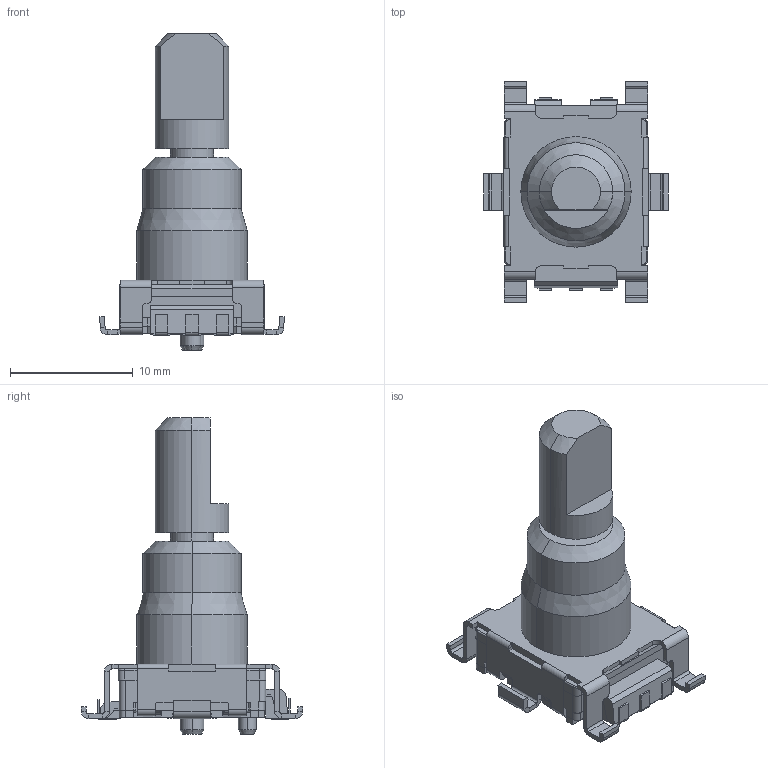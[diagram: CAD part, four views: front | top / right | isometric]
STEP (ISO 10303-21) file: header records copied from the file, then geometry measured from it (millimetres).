
FILE_DESCRIPTION (( 'STEP AP214' ), '1' );
FILE_NAME ('EC11J1524413.STEP', '2012-12-11T07:18:20', ( '' ), ( '' ), 'SwSTEP 2.0', 'SolidWorks 2010', '' );
FILE_SCHEMA (( 'AUTOMOTIVE_DESIGN' ));
Length unit declared in the file: millimetre
Products named in the file (1): EC11J1524413
Bounding box: 15 x 18 x 25.73 mm (x, y, z)
Volume: 1433.4 mm3; surface area: 1247.2 mm2
Topology: 1 solids, 1 shells, 670 faces, 1725 edges, 1057 vertices
Faces by surface type: plane 476, cylinder 157, sphere 18, cone 15, torus 4
Entity records: 27215 total; most frequent: CARTESIAN_POINT 3511, ORIENTED_EDGE 3420, DIRECTION 3374, EDGE_CURVE 1710, LINE 1356, VECTOR 1356, VERTEX_POINT 1050, AXIS2_PLACEMENT_3D 1009
